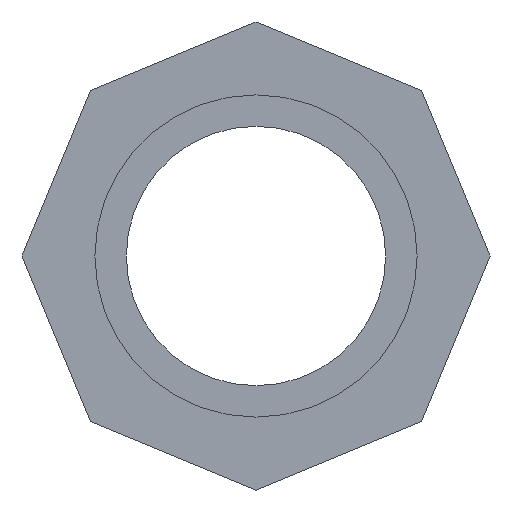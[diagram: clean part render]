
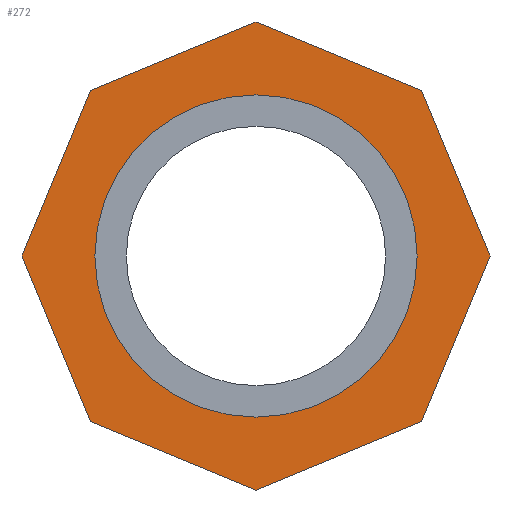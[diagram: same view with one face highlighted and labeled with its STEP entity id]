
A CAD part, left-side view. The second image highlights one B-rep face of the part: STEP entity #272.
In plain terms, the highlighted planar face has unit normal (-1, 0, 0).
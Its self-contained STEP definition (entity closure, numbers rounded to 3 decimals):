
#14=LINE($,#392,#38);
#18=LINE($,#400,#42);
#21=LINE($,#406,#45);
#24=LINE($,#412,#48);
#27=LINE($,#418,#51);
#30=LINE($,#424,#54);
#33=LINE($,#430,#57);
#36=LINE($,#435,#60);
#38=VECTOR($,#318,33.137);
#42=VECTOR($,#324,33.137);
#45=VECTOR($,#329,33.137);
#48=VECTOR($,#334,33.137);
#51=VECTOR($,#339,33.137);
#54=VECTOR($,#344,33.137);
#57=VECTOR($,#349,33.137);
#60=VECTOR($,#354,33.137);
#72=PLANE($,#299);
#82=FACE_BOUND($,#120,.T.);
#99=FACE_OUTER_BOUND($,#119,.T.);
#119=EDGE_LOOP($,(#240,#241,#242,#243,#244,#245,#246,#247));
#120=EDGE_LOOP($,(#248));
#132=CIRCLE($,#297,29.807);
#138=VERTEX_POINT($,#390);
#139=VERTEX_POINT($,#391);
#142=VERTEX_POINT($,#399);
#144=VERTEX_POINT($,#405);
#146=VERTEX_POINT($,#411);
#148=VERTEX_POINT($,#417);
#150=VERTEX_POINT($,#423);
#152=VERTEX_POINT($,#429);
#156=VERTEX_POINT($,#444);
#162=EDGE_CURVE($,#138,#139,#14,.T.);
#166=EDGE_CURVE($,#142,#138,#18,.T.);
#169=EDGE_CURVE($,#144,#142,#21,.T.);
#172=EDGE_CURVE($,#146,#144,#24,.T.);
#175=EDGE_CURVE($,#148,#146,#27,.T.);
#178=EDGE_CURVE($,#150,#148,#30,.T.);
#181=EDGE_CURVE($,#152,#150,#33,.T.);
#184=EDGE_CURVE($,#139,#152,#36,.T.);
#188=EDGE_CURVE($,#156,#156,#132,.T.);
#240=ORIENTED_EDGE($,*,*,#184,.F.);
#241=ORIENTED_EDGE($,*,*,#162,.F.);
#242=ORIENTED_EDGE($,*,*,#166,.F.);
#243=ORIENTED_EDGE($,*,*,#169,.F.);
#244=ORIENTED_EDGE($,*,*,#172,.F.);
#245=ORIENTED_EDGE($,*,*,#175,.F.);
#246=ORIENTED_EDGE($,*,*,#178,.F.);
#247=ORIENTED_EDGE($,*,*,#181,.F.);
#248=ORIENTED_EDGE($,*,*,#188,.F.);
#272=ADVANCED_FACE($,(#99,#82),#72,.F.);
#297=AXIS2_PLACEMENT_3D($,#445,#366,#367);
#299=AXIS2_PLACEMENT_3D($,#448,#370,#371);
#318=DIRECTION($,(0.,0.383,0.924));
#324=DIRECTION($,(0.,0.924,0.383));
#329=DIRECTION($,(0.,0.924,-0.383));
#334=DIRECTION($,(0.,0.383,-0.924));
#339=DIRECTION($,(0.,-0.383,-0.924));
#344=DIRECTION($,(0.,-0.924,-0.383));
#349=DIRECTION($,(0.,-0.924,0.383));
#354=DIRECTION($,(0.,-0.383,0.924));
#366=DIRECTION('center_axis',(-1.,0.,0.));
#367=DIRECTION('ref_axis',(0.,0.,-1.));
#370=DIRECTION('center_axis',(1.,0.,0.));
#371=DIRECTION('ref_axis',(0.,0.,-1.));
#390=CARTESIAN_POINT('',(25.5,30.615,-30.615));
#391=CARTESIAN_POINT('',(25.5,43.296,0.));
#392=CARTESIAN_POINT($,(25.5,30.615,-30.615));
#399=CARTESIAN_POINT('',(25.5,0.,-43.296));
#400=CARTESIAN_POINT($,(25.5,0.,-43.296));
#405=CARTESIAN_POINT('',(25.5,-30.615,-30.615));
#406=CARTESIAN_POINT($,(25.5,-30.615,-30.615));
#411=CARTESIAN_POINT('',(25.5,-43.296,0.));
#412=CARTESIAN_POINT($,(25.5,-43.296,0.));
#417=CARTESIAN_POINT('',(25.5,-30.615,30.615));
#418=CARTESIAN_POINT($,(25.5,-30.615,30.615));
#423=CARTESIAN_POINT('',(25.5,0.,43.296));
#424=CARTESIAN_POINT($,(25.5,0.,43.296));
#429=CARTESIAN_POINT('',(25.5,30.615,30.615));
#430=CARTESIAN_POINT($,(25.5,30.615,30.615));
#435=CARTESIAN_POINT($,(25.5,43.296,0.));
#444=CARTESIAN_POINT('',(25.5,0.,29.807));
#445=CARTESIAN_POINT('Origin',(25.5,0.,0.));
#448=CARTESIAN_POINT('Origin',(25.5,0.,0.));
